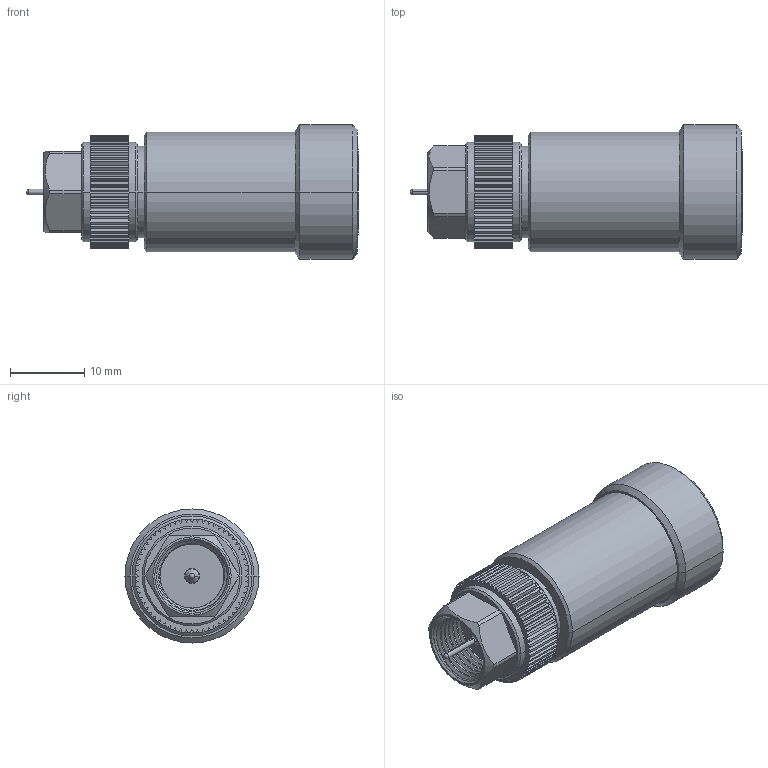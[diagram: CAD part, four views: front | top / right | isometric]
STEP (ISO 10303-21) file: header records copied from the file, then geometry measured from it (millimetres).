
FILE_DESCRIPTION (( 'STEP AP214' ), '1' );
FILE_NAME ('FMTR1005_3D.step', '2024-07-12T15:08:55', ( '' ), ( '' ), 'SwSTEP 2.0', 'SolidWorks 2022', '' );
FILE_SCHEMA (( 'AUTOMOTIVE_DESIGN' ));
Length unit declared in the file: inch
Products named in the file (1): FMTR1005_3D
Bounding box: 44.78 x 18.08 x 18.08 mm (x, y, z)
Volume: 7889.9 mm3; surface area: 3036.5 mm2
Topology: 1 solids, 1 shells, 260 faces, 748 edges, 499 vertices
Faces by surface type: plane 138, cylinder 99, cone 16, bspline 7
Entity records: 10868 total; most frequent: CARTESIAN_POINT 3989, ORIENTED_EDGE 1492, DIRECTION 1386, EDGE_CURVE 746, VERTEX_POINT 499, VECTOR 486, LINE 486, AXIS2_PLACEMENT_3D 450
